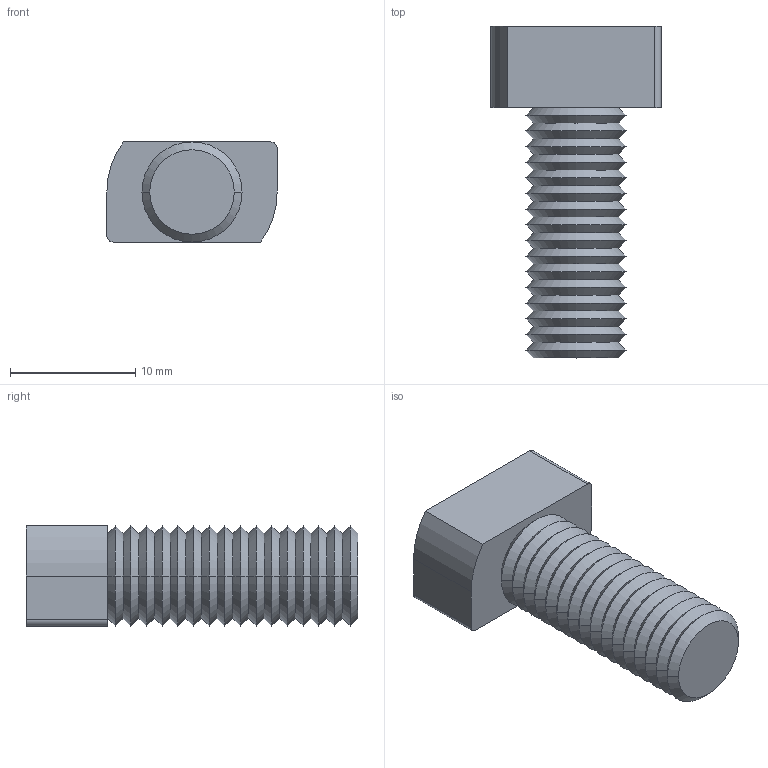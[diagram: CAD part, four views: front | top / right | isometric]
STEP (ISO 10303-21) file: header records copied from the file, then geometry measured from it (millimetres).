
FILE_DESCRIPTION (( 'STEP AP203' ), '1' );
FILE_NAME ('084.301.050.STEP', '2015-06-03T13:22:23', ( '' ), ( '' ), 'SwSTEP 2.0', 'SolidWorks 2012', '' );
FILE_SCHEMA (( 'CONFIG_CONTROL_DESIGN' ));
Length unit declared in the file: millimetre
Products named in the file (1): 084.301.050
Bounding box: 13.6 x 26.5 x 8 mm (x, y, z)
Volume: 1541.1 mm3; surface area: 1130.6 mm2
Topology: 1 solids, 1 shells, 75 faces, 154 edges, 82 vertices
Faces by surface type: cone 64, plane 7, cylinder 4
Entity records: 2003 total; most frequent: DIRECTION 380, CARTESIAN_POINT 312, ORIENTED_EDGE 308, EDGE_CURVE 154, AXIS2_PLACEMENT_3D 150, VERTEX_POINT 82, VECTOR 80, LINE 80
